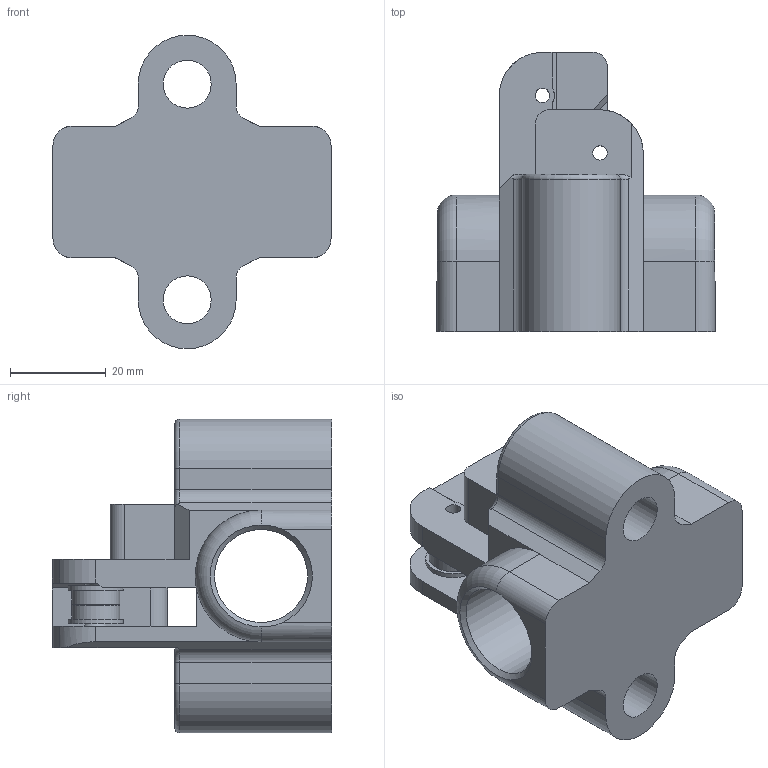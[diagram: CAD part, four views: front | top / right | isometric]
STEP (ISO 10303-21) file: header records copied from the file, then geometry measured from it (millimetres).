
FILE_DESCRIPTION(/* description */ (''),/* implementation_level */ '2;1');
FILE_NAME(/* name */ 'Y Carriage LM10UU v5.step',/* time_stamp */ '2020-10-20T11:26:40+02:00',/* author */ (''),/* organization */ (''),/* preprocessor_version */ 'ST-DEVELOPER v18.1',/* originating_system */ 'Autodesk Translation Framework v9.3.0.1241',/* authorisation */ '');
FILE_SCHEMA (('AUTOMOTIVE_DESIGN { 1 0 10303 214 3 1 1 }'));
Length unit declared in the file: millimetre
Products named in the file (2): Y Carriage LM10UU; F623ZZ
Assembly tree (4 placements, depth 2):
  Y Carriage LM10UU
    F623ZZ  x4
Bounding box: 58 x 58.2 x 65.4 mm (x, y, z)
Volume: 54505.4 mm3; surface area: 21329.8 mm2
Topology: 5 solids, 5 shells, 132 faces, 331 edges, 213 vertices
Faces by surface type: plane 65, cylinder 47, cone 12, torus 8
Full cylindrical faces by diameter (mm): 3 x8, 10 x6, 11.5 x4, 19.4 x1
Entity records: 3834 total; most frequent: CARTESIAN_POINT 869, DIRECTION 627, ORIENTED_EDGE 596, EDGE_CURVE 298, AXIS2_PLACEMENT_3D 228, VERTEX_POINT 192, LINE 171, VECTOR 171
